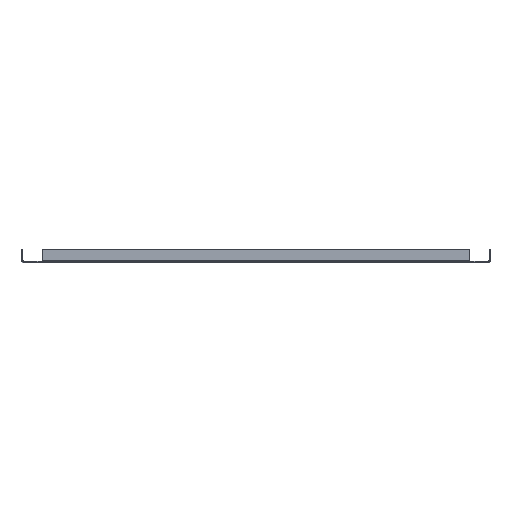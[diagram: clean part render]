
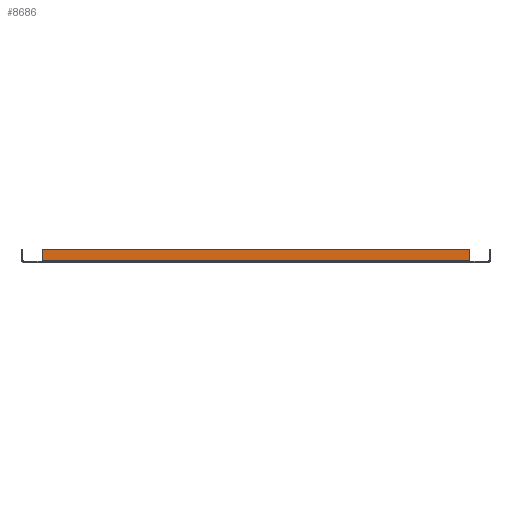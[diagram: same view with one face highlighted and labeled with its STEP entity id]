
A CAD part, top view. The second image highlights one B-rep face of the part: STEP entity #8686.
In plain terms, the highlighted planar face has unit normal (0, 0, 1).
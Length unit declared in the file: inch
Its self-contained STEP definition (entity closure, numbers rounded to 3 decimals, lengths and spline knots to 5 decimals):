
#8 = DIRECTION ( 'NONE',  ( 0., -1., 0. ) ) ;
#188 = FACE_OUTER_BOUND ( 'NONE', #3329, .T. ) ;
#315 = CARTESIAN_POINT ( 'NONE',  ( -12.342, 0.086, 16.5 ) ) ;
#386 = CARTESIAN_POINT ( 'NONE',  ( 12.342, 0.047, 16.5 ) ) ;
#927 = LINE ( 'NONE', #6998, #3924 ) ;
#2317 = DIRECTION ( 'NONE',  ( -1., 0., 0. ) ) ;
#2395 = LINE ( 'NONE', #2719, #6775 ) ;
#2492 = VERTEX_POINT ( 'NONE', #2619 ) ;
#2619 = CARTESIAN_POINT ( 'NONE',  ( 12.342, 0.086, 16.5 ) ) ;
#2719 = CARTESIAN_POINT ( 'NONE',  ( 12.342, 0.086, 16.5 ) ) ;
#2849 = ORIENTED_EDGE ( 'NONE', *, *, #7974, .T. ) ;
#3024 = DIRECTION ( 'NONE',  ( 0., 1., 0. ) ) ;
#3114 = PLANE ( 'NONE',  #4732 ) ;
#3329 = EDGE_LOOP ( 'NONE', ( #7007, #5834, #2849, #7019 ) ) ;
#3921 = CARTESIAN_POINT ( 'NONE',  ( 12.342, 0.75, 16.5 ) ) ;
#3924 = VECTOR ( 'NONE', #2317, 39.37008 ) ;
#4258 = EDGE_CURVE ( 'NONE', #8936, #5952, #5360, .T. ) ;
#4732 = AXIS2_PLACEMENT_3D ( 'NONE', #4780, #4752, #8 ) ;
#4752 = DIRECTION ( 'NONE',  ( 0., 0., 1. ) ) ;
#4780 = CARTESIAN_POINT ( 'NONE',  ( -13.41392, 0.047, 16.5 ) ) ;
#5360 = LINE ( 'NONE', #9311, #8488 ) ;
#5802 = LINE ( 'NONE', #386, #6930 ) ;
#5834 = ORIENTED_EDGE ( 'NONE', *, *, #6225, .F. ) ;
#5951 = DIRECTION ( 'NONE',  ( 0., 1., 0. ) ) ;
#5952 = VERTEX_POINT ( 'NONE', #9464 ) ;
#6225 = EDGE_CURVE ( 'NONE', #2492, #8936, #2395, .T. ) ;
#6775 = VECTOR ( 'NONE', #9115, 39.37008 ) ;
#6930 = VECTOR ( 'NONE', #5951, 39.37008 ) ;
#6998 = CARTESIAN_POINT ( 'NONE',  ( -13.41392, 0.75, 16.5 ) ) ;
#7007 = ORIENTED_EDGE ( 'NONE', *, *, #4258, .F. ) ;
#7019 = ORIENTED_EDGE ( 'NONE', *, *, #8226, .T. ) ;
#7974 = EDGE_CURVE ( 'NONE', #2492, #9926, #5802, .T. ) ;
#8226 = EDGE_CURVE ( 'NONE', #9926, #5952, #927, .T. ) ;
#8488 = VECTOR ( 'NONE', #3024, 39.37008 ) ;
#8686 = ADVANCED_FACE ( 'NONE', ( #188 ), #3114, .T. ) ;
#8936 = VERTEX_POINT ( 'NONE', #315 ) ;
#9115 = DIRECTION ( 'NONE',  ( -1., 0., 0. ) ) ;
#9311 = CARTESIAN_POINT ( 'NONE',  ( -12.342, 0., 16.5 ) ) ;
#9464 = CARTESIAN_POINT ( 'NONE',  ( -12.342, 0.75, 16.5 ) ) ;
#9926 = VERTEX_POINT ( 'NONE', #3921 ) ;
